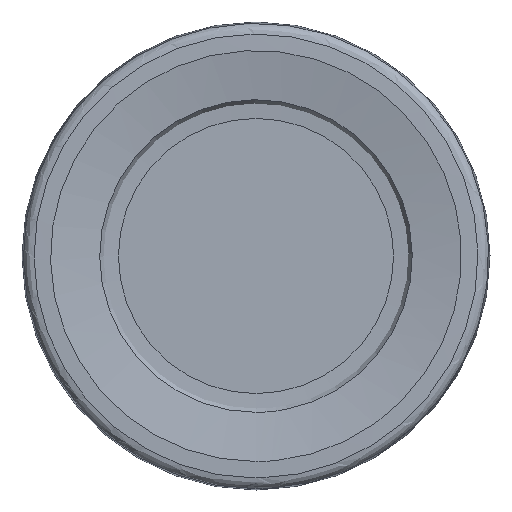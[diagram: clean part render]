
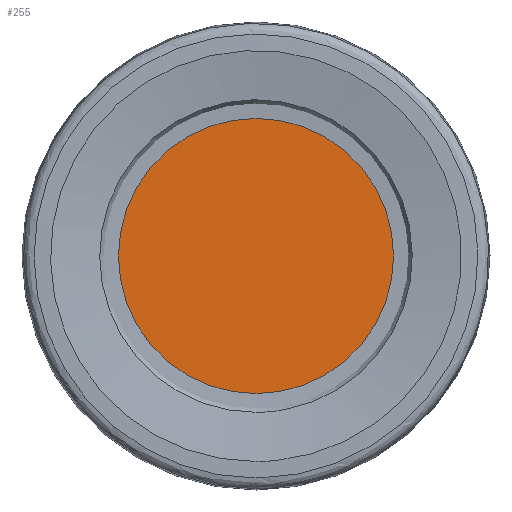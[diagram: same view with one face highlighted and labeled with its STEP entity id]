
A CAD part, left-side view. The second image highlights one B-rep face of the part: STEP entity #255.
In plain terms, the highlighted planar face has unit normal (-1, 0, 0).
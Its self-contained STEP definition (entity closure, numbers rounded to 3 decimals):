
#255=ADVANCED_FACE('',(#283),#281,.F.);
#281=PLANE('',#464);
#283=FACE_OUTER_BOUND('',#285,.T.);
#285=EDGE_LOOP('',(#335));
#335=ORIENTED_EDGE('',*,*,#410,.T.);
#385=VERTEX_POINT('',#614);
#410=EDGE_CURVE('',#385,#385,#435,.T.);
#435=CIRCLE('',#463,9.462);
#463=AXIS2_PLACEMENT_3D('',#613,#508,#509);
#464=AXIS2_PLACEMENT_3D('',#615,#510,#511);
#508=DIRECTION('',(-1.,0.,0.));
#509=DIRECTION('',(0.,0.,1.));
#510=DIRECTION('',(1.,0.,0.));
#511=DIRECTION('',(0.,0.,-1.));
#613=CARTESIAN_POINT('',(1.,0.,0.));
#614=CARTESIAN_POINT('',(1.,0.,9.462));
#615=CARTESIAN_POINT('',(1.,0.,0.));
